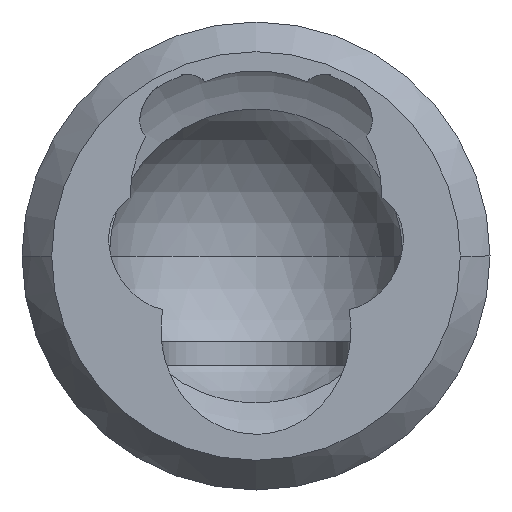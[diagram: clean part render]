
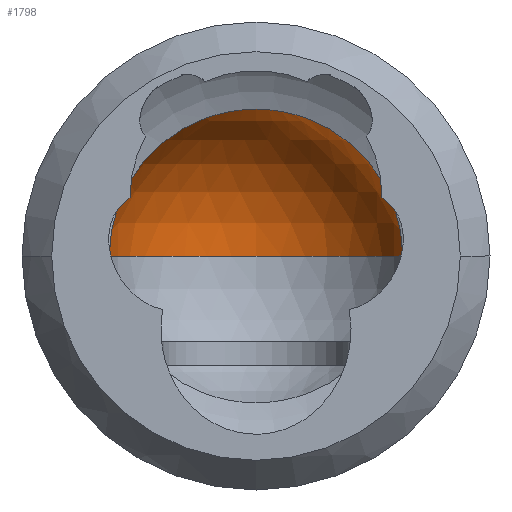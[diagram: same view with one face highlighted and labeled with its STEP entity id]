
A CAD part, front view. The second image highlights one B-rep face of the part: STEP entity #1798.
In plain terms, the highlighted spherical face has radius 32 mm.
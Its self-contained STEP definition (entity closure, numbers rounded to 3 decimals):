
#535 = CARTESIAN_POINT ( 'NONE',  ( 30.881, 24., 0. ) ) ;
#540 = AXIS2_PLACEMENT_3D ( 'NONE', #2571, #761, #807 ) ;
#556 = VERTEX_POINT ( 'NONE', #1297 ) ;
#602 = AXIS2_PLACEMENT_3D ( 'NONE', #4001, #1806, #2486 ) ;
#695 = DIRECTION ( 'NONE',  ( 0., 0., 1. ) ) ;
#761 = DIRECTION ( 'NONE',  ( 0., 1., 0. ) ) ;
#807 = DIRECTION ( 'NONE',  ( -1., 0., 0. ) ) ;
#1124 = ORIENTED_EDGE ( 'NONE', *, *, #3664, .F. ) ;
#1167 = EDGE_CURVE ( 'NONE', #3283, #556, #2891, .T. ) ;
#1265 = DIRECTION ( 'NONE',  ( 1., 0., 0. ) ) ;
#1268 = CIRCLE ( 'NONE', #540, 30.881 ) ;
#1297 = CARTESIAN_POINT ( 'NONE',  ( 0., 47.61, 0. ) ) ;
#1771 = AXIS2_PLACEMENT_3D ( 'NONE', #3496, #695, #1265 ) ;
#1798 = ADVANCED_FACE ( 'NONE', ( #3412 ), #3661, .F. ) ;
#1806 = DIRECTION ( 'NONE',  ( 0., 0., -1. ) ) ;
#1823 = ORIENTED_EDGE ( 'NONE', *, *, #3370, .F. ) ;
#1835 = DIRECTION ( 'NONE',  ( -1., 0., 0. ) ) ;
#1842 = ORIENTED_EDGE ( 'NONE', *, *, #1167, .T. ) ;
#2099 = DIRECTION ( 'NONE',  ( 0., 0., -1. ) ) ;
#2155 = CIRCLE ( 'NONE', #1771, 32. ) ;
#2292 = CARTESIAN_POINT ( 'NONE',  ( 0., 15.61, 0. ) ) ;
#2486 = DIRECTION ( 'NONE',  ( 1., 0., 0. ) ) ;
#2571 = CARTESIAN_POINT ( 'NONE',  ( 0., 24., 0. ) ) ;
#2891 = CIRCLE ( 'NONE', #3398, 32. ) ;
#2896 = CARTESIAN_POINT ( 'NONE',  ( -30.881, 24., 0. ) ) ;
#3283 = VERTEX_POINT ( 'NONE', #2896 ) ;
#3370 = EDGE_CURVE ( 'NONE', #3283, #3840, #1268, .T. ) ;
#3398 = AXIS2_PLACEMENT_3D ( 'NONE', #2292, #2099, #1835 ) ;
#3412 = FACE_OUTER_BOUND ( 'NONE', #3446, .T. ) ;
#3446 = EDGE_LOOP ( 'NONE', ( #1823, #1842, #1124 ) ) ;
#3496 = CARTESIAN_POINT ( 'NONE',  ( 0., 15.61, 0. ) ) ;
#3661 = SPHERICAL_SURFACE ( 'NONE', #602, 32. ) ;
#3664 = EDGE_CURVE ( 'NONE', #3840, #556, #2155, .T. ) ;
#3840 = VERTEX_POINT ( 'NONE', #535 ) ;
#4001 = CARTESIAN_POINT ( 'NONE',  ( 0., 15.61, 0. ) ) ;
